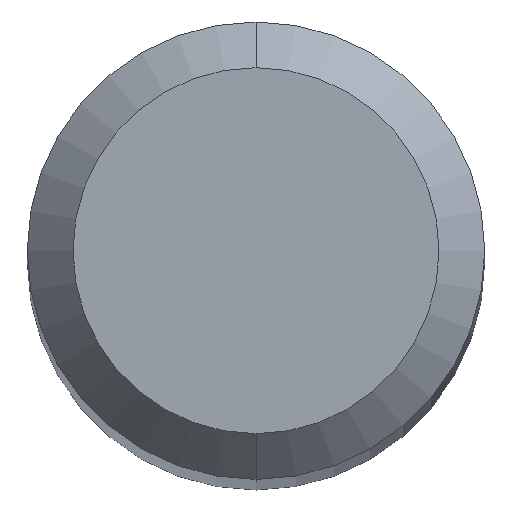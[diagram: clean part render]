
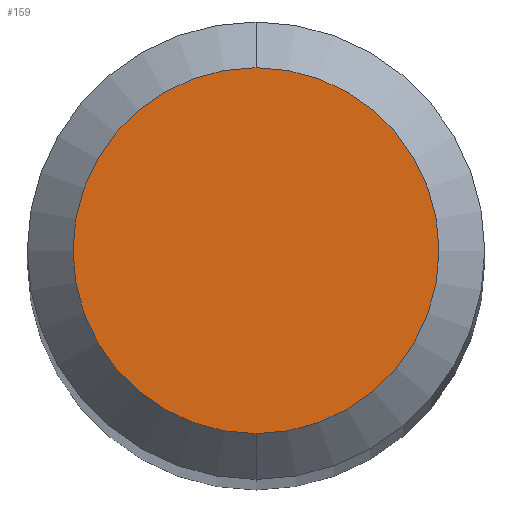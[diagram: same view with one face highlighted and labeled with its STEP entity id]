
A CAD part, top view. The second image highlights one B-rep face of the part: STEP entity #159.
In plain terms, the highlighted planar face has unit normal (0, 0, 1).
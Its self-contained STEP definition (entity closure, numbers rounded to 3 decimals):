
#131=EDGE_CURVE('',#187,#169,#268,.T.);
#159=ADVANCED_FACE('',(#301),#302,.T.);
#169=VERTEX_POINT('',#313);
#183=EDGE_CURVE('',#169,#187,#331,.T.);
#187=VERTEX_POINT('',#335);
#268=CIRCLE('',#424,1.2);
#301=FACE_OUTER_BOUND('',#466,.T.);
#302=PLANE('',#467);
#313=CARTESIAN_POINT('',(0.,-1.2,0.0));
#331=CIRCLE('',#498,1.2);
#335=CARTESIAN_POINT('',(0.0,1.2,0.0));
#424=AXIS2_PLACEMENT_3D('',#578,#579,#580);
#466=EDGE_LOOP('',(#626,#627));
#467=AXIS2_PLACEMENT_3D('',#628,#629,#630);
#498=AXIS2_PLACEMENT_3D('',#671,#672,#673);
#578=CARTESIAN_POINT('',(0.0,0.0,0.0));
#579=DIRECTION('',(0.0,0.0,-1.0));
#580=DIRECTION('',(0.0,1.0,0.0));
#626=ORIENTED_EDGE('',*,*,#131,.F.);
#627=ORIENTED_EDGE('',*,*,#183,.F.);
#628=CARTESIAN_POINT('',(0.0,0.6,0.0));
#629=DIRECTION('',(-0.0,0.0,1.0));
#630=DIRECTION('',(0.0,-1.0,0.0));
#671=CARTESIAN_POINT('',(0.0,0.0,0.0));
#672=DIRECTION('',(0.0,0.0,-1.0));
#673=DIRECTION('',(0.0,1.0,0.0));
